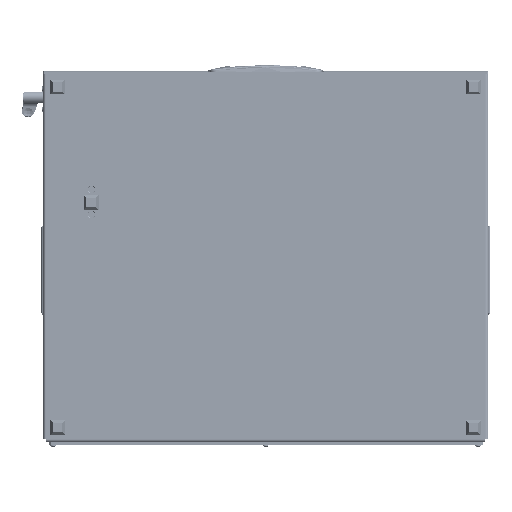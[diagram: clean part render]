
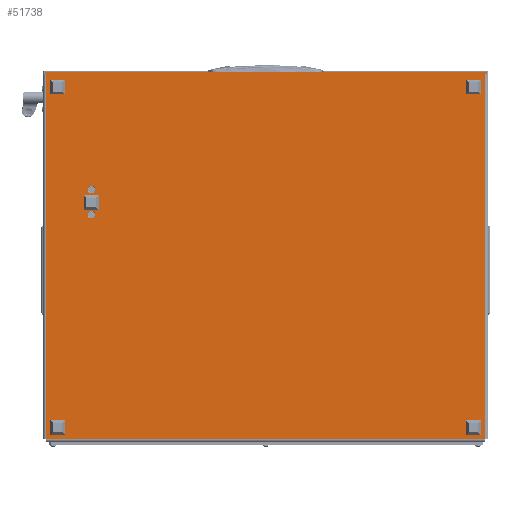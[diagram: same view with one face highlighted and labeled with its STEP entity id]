
A CAD part, front view. The second image highlights one B-rep face of the part: STEP entity #51738.
In plain terms, the highlighted face is planar.
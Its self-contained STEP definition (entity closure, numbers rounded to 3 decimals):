
#547 = EDGE_CURVE ( 'NONE', #79171, #22181, #44779, .T. ) ;
#1498 = EDGE_CURVE ( 'NONE', #16269, #121104, #41438, .T. ) ;
#2649 = EDGE_CURVE ( 'NONE', #46133, #107355, #89035, .T. ) ;
#4152 = EDGE_CURVE ( 'NONE', #100585, #51660, #62670, .T. ) ;
#4327 = CIRCLE ( 'NONE', #109213, 5.2 ) ;
#8221 = AXIS2_PLACEMENT_3D ( 'NONE', #74160, #44647, #113346 ) ;
#9188 = FACE_OUTER_BOUND ( 'NONE', #34484, .T. ) ;
#10978 = ORIENTED_EDGE ( 'NONE', *, *, #2649, .F. ) ;
#13721 = CARTESIAN_POINT ( 'NONE',  ( 0., -2., 0. ) ) ;
#16148 = VERTEX_POINT ( 'NONE', #69739 ) ;
#16269 = VERTEX_POINT ( 'NONE', #13721 ) ;
#19096 = EDGE_CURVE ( 'NONE', #16148, #70159, #4327, .T. ) ;
#20324 = PLANE ( 'NONE',  #59635 ) ;
#20834 = EDGE_CURVE ( 'NONE', #16269, #69326, #46059, .T. ) ;
#21039 = ORIENTED_EDGE ( 'NONE', *, *, #67617, .F. ) ;
#22181 = VERTEX_POINT ( 'NONE', #108280 ) ;
#22343 = DIRECTION ( 'NONE',  ( -1., 0., 0. ) ) ;
#25221 = DIRECTION ( 'NONE',  ( -1., 0., 0. ) ) ;
#25983 = AXIS2_PLACEMENT_3D ( 'NONE', #44438, #54686, #25221 ) ;
#26859 = DIRECTION ( 'NONE',  ( 0., 1., 0. ) ) ;
#27836 = ORIENTED_EDGE ( 'NONE', *, *, #70518, .T. ) ;
#30124 = CARTESIAN_POINT ( 'NONE',  ( 0., 608., 0. ) ) ;
#31517 = CARTESIAN_POINT ( 'NONE',  ( 0., 608., 0. ) ) ;
#33671 = VECTOR ( 'NONE', #75743, 1000. ) ;
#34484 = EDGE_LOOP ( 'NONE', ( #81814, #51558, #98035, #100575, #21039, #10978, #27836, #116642 ) ) ;
#34623 = CARTESIAN_POINT ( 'NONE',  ( 0., -4., 0. ) ) ;
#35381 = VECTOR ( 'NONE', #103251, 1000. ) ;
#36664 = CARTESIAN_POINT ( 'NONE',  ( 0., 610., 0. ) ) ;
#36757 = FACE_BOUND ( 'NONE', #76014, .T. ) ;
#36811 = EDGE_CURVE ( 'NONE', #121104, #82569, #78011, .T. ) ;
#36997 = ORIENTED_EDGE ( 'NONE', *, *, #97483, .F. ) ;
#37634 = CARTESIAN_POINT ( 'NONE',  ( -2., -2., 0. ) ) ;
#38561 = CIRCLE ( 'NONE', #64657, 5.2 ) ;
#41438 = LINE ( 'NONE', #34623, #35381 ) ;
#44438 = CARTESIAN_POINT ( 'NONE',  ( 160., 545., 0. ) ) ;
#44647 = DIRECTION ( 'NONE',  ( 0., 0., -1. ) ) ;
#44693 = DIRECTION ( 'NONE',  ( -1., 0., 0. ) ) ;
#44779 = CIRCLE ( 'NONE', #25983, 5.2 ) ;
#45784 = CARTESIAN_POINT ( 'NONE',  ( 0., 608., 0. ) ) ;
#46059 = LINE ( 'NONE', #92652, #68987 ) ;
#46133 = VERTEX_POINT ( 'NONE', #116571 ) ;
#51558 = ORIENTED_EDGE ( 'NONE', *, *, #20834, .T. ) ;
#51660 = VERTEX_POINT ( 'NONE', #36664 ) ;
#51738 = ADVANCED_FACE ( 'NONE', ( #36757, #111976, #9188 ), #20324, .T. ) ;
#54686 = DIRECTION ( 'NONE',  ( 0., 0., -1. ) ) ;
#55960 = CARTESIAN_POINT ( 'NONE',  ( 506., 608., 0. ) ) ;
#56418 = LINE ( 'NONE', #55960, #96296 ) ;
#56564 = DIRECTION ( 'NONE',  ( -1., 0., 0. ) ) ;
#59635 = AXIS2_PLACEMENT_3D ( 'NONE', #30124, #116288, #56564 ) ;
#61205 = CARTESIAN_POINT ( 'NONE',  ( 0., 0., 0. ) ) ;
#61223 = CARTESIAN_POINT ( 'NONE',  ( 195., 545., 0. ) ) ;
#61644 = DIRECTION ( 'NONE',  ( 0., 0., -1. ) ) ;
#62670 = LINE ( 'NONE', #66330, #76399 ) ;
#63426 = CARTESIAN_POINT ( 'NONE',  ( 506., 0., 0. ) ) ;
#64657 = AXIS2_PLACEMENT_3D ( 'NONE', #61223, #61644, #22343 ) ;
#66330 = CARTESIAN_POINT ( 'NONE',  ( 0., 610., 0. ) ) ;
#67617 = EDGE_CURVE ( 'NONE', #107355, #51660, #73039, .T. ) ;
#67878 = CARTESIAN_POINT ( 'NONE',  ( 0., 0., 0. ) ) ;
#68894 = CARTESIAN_POINT ( 'NONE',  ( -2., 610., 0. ) ) ;
#68987 = VECTOR ( 'NONE', #113347, 1000. ) ;
#69326 = VERTEX_POINT ( 'NONE', #37634 ) ;
#69739 = CARTESIAN_POINT ( 'NONE',  ( 189.8, 545., 0. ) ) ;
#70159 = VERTEX_POINT ( 'NONE', #93102 ) ;
#70437 = VECTOR ( 'NONE', #70458, 1000. ) ;
#70458 = DIRECTION ( 'NONE',  ( 0., 1., 0. ) ) ;
#70518 = EDGE_CURVE ( 'NONE', #46133, #82569, #56418, .T. ) ;
#73039 = LINE ( 'NONE', #75604, #108465 ) ;
#74160 = CARTESIAN_POINT ( 'NONE',  ( 160., 545., 0. ) ) ;
#75604 = CARTESIAN_POINT ( 'NONE',  ( 0., -4., 0. ) ) ;
#75743 = DIRECTION ( 'NONE',  ( 1., 0., 0. ) ) ;
#76014 = EDGE_LOOP ( 'NONE', ( #36997, #111883 ) ) ;
#76399 = VECTOR ( 'NONE', #84348, 1000. ) ;
#78011 = LINE ( 'NONE', #61205, #33671 ) ;
#78865 = EDGE_CURVE ( 'NONE', #70159, #16148, #38561, .T. ) ;
#79171 = VERTEX_POINT ( 'NONE', #85568 ) ;
#81814 = ORIENTED_EDGE ( 'NONE', *, *, #1498, .F. ) ;
#82569 = VERTEX_POINT ( 'NONE', #63426 ) ;
#84348 = DIRECTION ( 'NONE',  ( 1., 0., 0. ) ) ;
#85568 = CARTESIAN_POINT ( 'NONE',  ( 165.2, 545., 0. ) ) ;
#88945 = CARTESIAN_POINT ( 'NONE',  ( -2., -4., 0. ) ) ;
#89035 = LINE ( 'NONE', #45784, #107518 ) ;
#92468 = ORIENTED_EDGE ( 'NONE', *, *, #19096, .F. ) ;
#92652 = CARTESIAN_POINT ( 'NONE',  ( 0., -2., 0. ) ) ;
#93102 = CARTESIAN_POINT ( 'NONE',  ( 200.2, 545., 0. ) ) ;
#95094 = LINE ( 'NONE', #88945, #70437 ) ;
#96296 = VECTOR ( 'NONE', #114437, 1000. ) ;
#97483 = EDGE_CURVE ( 'NONE', #22181, #79171, #100920, .T. ) ;
#97972 = CARTESIAN_POINT ( 'NONE',  ( 195., 545., 0. ) ) ;
#98035 = ORIENTED_EDGE ( 'NONE', *, *, #112956, .T. ) ;
#100575 = ORIENTED_EDGE ( 'NONE', *, *, #4152, .T. ) ;
#100585 = VERTEX_POINT ( 'NONE', #68894 ) ;
#100920 = CIRCLE ( 'NONE', #8221, 5.2 ) ;
#103251 = DIRECTION ( 'NONE',  ( 0., 1., 0. ) ) ;
#107355 = VERTEX_POINT ( 'NONE', #31517 ) ;
#107518 = VECTOR ( 'NONE', #114487, 1000. ) ;
#108280 = CARTESIAN_POINT ( 'NONE',  ( 154.8, 545., 0. ) ) ;
#108344 = DIRECTION ( 'NONE',  ( 0., 0., -1. ) ) ;
#108465 = VECTOR ( 'NONE', #26859, 1000. ) ;
#109213 = AXIS2_PLACEMENT_3D ( 'NONE', #97972, #108344, #44693 ) ;
#111883 = ORIENTED_EDGE ( 'NONE', *, *, #547, .F. ) ;
#111976 = FACE_BOUND ( 'NONE', #123736, .T. ) ;
#112956 = EDGE_CURVE ( 'NONE', #69326, #100585, #95094, .T. ) ;
#113346 = DIRECTION ( 'NONE',  ( -1., 0., 0. ) ) ;
#113347 = DIRECTION ( 'NONE',  ( -1., 0., 0. ) ) ;
#114437 = DIRECTION ( 'NONE',  ( 0., -1., 0. ) ) ;
#114487 = DIRECTION ( 'NONE',  ( -1., 0., 0. ) ) ;
#116288 = DIRECTION ( 'NONE',  ( 0., 0., -1. ) ) ;
#116571 = CARTESIAN_POINT ( 'NONE',  ( 506., 608., 0. ) ) ;
#116642 = ORIENTED_EDGE ( 'NONE', *, *, #36811, .F. ) ;
#121104 = VERTEX_POINT ( 'NONE', #67878 ) ;
#121464 = ORIENTED_EDGE ( 'NONE', *, *, #78865, .F. ) ;
#123736 = EDGE_LOOP ( 'NONE', ( #92468, #121464 ) ) ;
